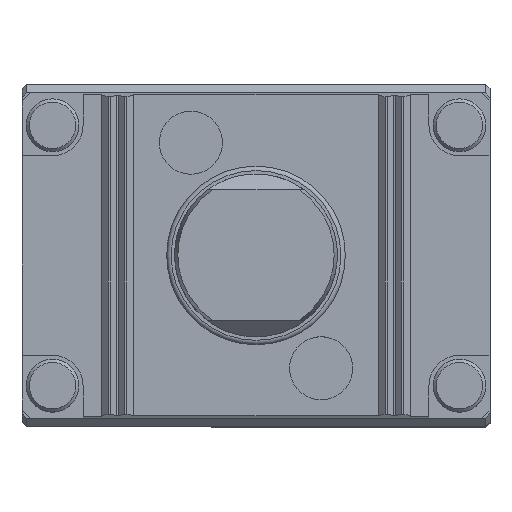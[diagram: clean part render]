
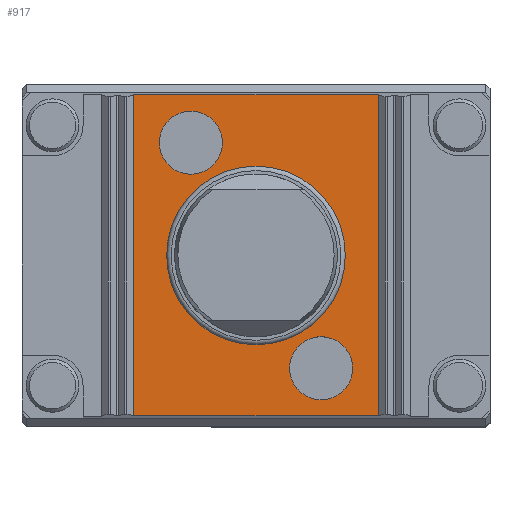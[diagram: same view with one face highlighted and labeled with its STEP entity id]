
A CAD part, top view. The second image highlights one B-rep face of the part: STEP entity #917.
In plain terms, the highlighted planar face has unit normal (0, 0, 1).
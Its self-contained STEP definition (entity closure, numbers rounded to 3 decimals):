
#121=LINE('',#5126,#451);
#122=LINE('',#5129,#452);
#123=LINE('',#5131,#453);
#124=LINE('',#5133,#454);
#451=VECTOR('',#3912,1.);
#452=VECTOR('',#3913,1.);
#453=VECTOR('',#3914,1.);
#454=VECTOR('',#3915,1.);
#845=FACE_BOUND('',#1447,.T.);
#846=FACE_BOUND('',#1448,.T.);
#847=FACE_BOUND('',#1449,.T.);
#848=FACE_BOUND('',#1450,.T.);
#917=ADVANCED_FACE('',(#845,#846,#847,#848),#1096,.F.);
#1096=PLANE('',#3538);
#1447=EDGE_LOOP('',(#1691));
#1448=EDGE_LOOP('',(#1692));
#1449=EDGE_LOOP('',(#1693));
#1450=EDGE_LOOP('',(#1694,#1695,#1696,#1697));
#1691=ORIENTED_EDGE('',*,*,#2963,.T.);
#1692=ORIENTED_EDGE('',*,*,#2964,.T.);
#1693=ORIENTED_EDGE('',*,*,#2955,.T.);
#1694=ORIENTED_EDGE('',*,*,#2965,.T.);
#1695=ORIENTED_EDGE('',*,*,#2966,.T.);
#1696=ORIENTED_EDGE('',*,*,#2967,.F.);
#1697=ORIENTED_EDGE('',*,*,#2968,.T.);
#2628=VERTEX_POINT('',#5099);
#2636=VERTEX_POINT('',#5123);
#2637=VERTEX_POINT('',#5125);
#2638=VERTEX_POINT('',#5127);
#2639=VERTEX_POINT('',#5128);
#2640=VERTEX_POINT('',#5130);
#2641=VERTEX_POINT('',#5132);
#2955=EDGE_CURVE('',#2628,#2628,#3427,.T.);
#2963=EDGE_CURVE('',#2636,#2636,#3435,.T.);
#2964=EDGE_CURVE('',#2637,#2637,#3436,.T.);
#2965=EDGE_CURVE('',#2638,#2639,#121,.T.);
#2966=EDGE_CURVE('',#2639,#2640,#122,.T.);
#2967=EDGE_CURVE('',#2641,#2640,#123,.T.);
#2968=EDGE_CURVE('',#2641,#2638,#124,.T.);
#3427=CIRCLE('',#3520,20.85);
#3435=CIRCLE('',#3536,7.75);
#3436=CIRCLE('',#3537,7.75);
#3520=AXIS2_PLACEMENT_3D('',#5098,#3876,#3877);
#3536=AXIS2_PLACEMENT_3D('',#5122,#3908,#3909);
#3537=AXIS2_PLACEMENT_3D('',#5124,#3910,#3911);
#3538=AXIS2_PLACEMENT_3D('',#5134,#3916,#3917);
#3876=DIRECTION('',(0.,0.,-1.));
#3877=DIRECTION('',(1.,0.,0.));
#3908=DIRECTION('',(0.,0.,-1.));
#3909=DIRECTION('',(1.,0.,0.));
#3910=DIRECTION('',(0.,0.,-1.));
#3911=DIRECTION('',(1.,0.,0.));
#3912=DIRECTION('',(0.,-1.,0.));
#3913=DIRECTION('',(1.,0.,0.));
#3914=DIRECTION('',(0.,-1.,0.));
#3915=DIRECTION('',(-1.,0.,0.));
#3916=DIRECTION('',(0.,0.,-1.));
#3917=DIRECTION('',(-1.,0.,0.));
#5098=CARTESIAN_POINT('',(0.,0.,-0.5));
#5099=CARTESIAN_POINT('',(20.85,0.,-0.5));
#5122=CARTESIAN_POINT('',(16.,-27.71,-0.5));
#5123=CARTESIAN_POINT('',(23.75,-27.71,-0.5));
#5124=CARTESIAN_POINT('',(-16.,27.71,-0.5));
#5125=CARTESIAN_POINT('',(-8.25,27.71,-0.5));
#5126=CARTESIAN_POINT('',(-30.,40.,-0.5));
#5127=CARTESIAN_POINT('',(-30.,39.439,-0.5));
#5128=CARTESIAN_POINT('',(-30.,-39.439,-0.5));
#5129=CARTESIAN_POINT('',(-30.,-39.439,-0.5));
#5130=CARTESIAN_POINT('',(30.,-39.439,-0.5));
#5131=CARTESIAN_POINT('',(30.,40.,-0.5));
#5132=CARTESIAN_POINT('',(30.,39.439,-0.5));
#5133=CARTESIAN_POINT('',(-30.,39.439,-0.5));
#5134=CARTESIAN_POINT('',(-30.,40.,-0.5));
